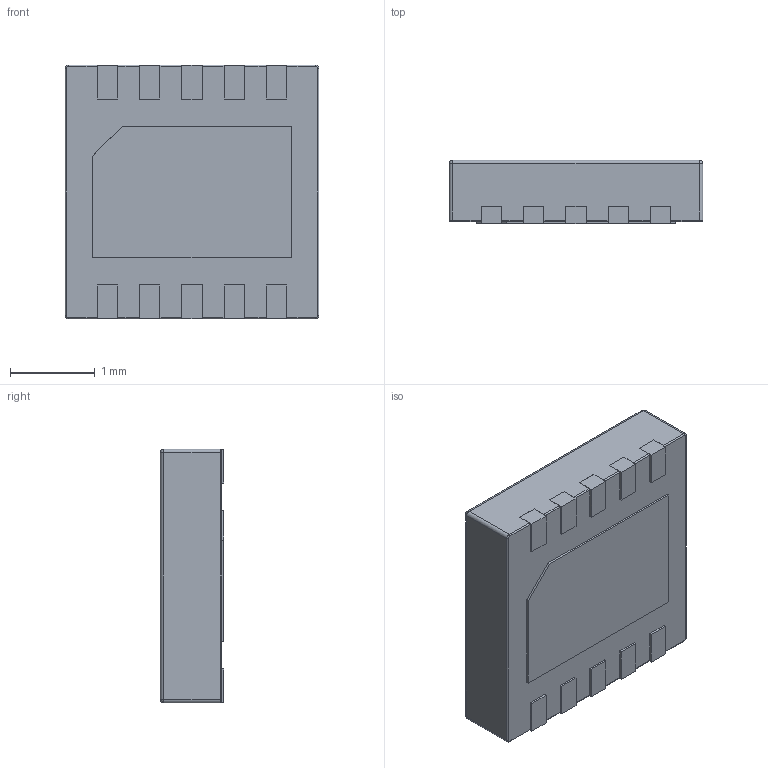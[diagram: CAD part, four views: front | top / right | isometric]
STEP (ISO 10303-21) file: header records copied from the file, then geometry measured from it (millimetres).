
FILE_DESCRIPTION (( 'STEP AP214' ), '1' );
FILE_NAME ('LS1205EVD33.STEP', '2024-10-14T12:44:20', ( '' ), ( '' ), 'SwSTEP 2.0', 'SolidWorks 2016', '' );
FILE_SCHEMA (( 'AUTOMOTIVE_DESIGN' ));
Length unit declared in the file: millimetre
Products named in the file (1): LS1205EVD33
Bounding box: 3 x 0.75 x 3 mm (x, y, z)
Volume: 6.6 mm3; surface area: 42.3 mm2
Topology: 12 solids, 12 shells, 152 faces, 362 edges, 232 vertices
Faces by surface type: plane 120, cylinder 24, sphere 4, torus 4
Entity records: 5164 total; most frequent: CARTESIAN_POINT 743, ORIENTED_EDGE 716, DIRECTION 716, EDGE_CURVE 358, VECTOR 306, LINE 306, VERTEX_POINT 232, AXIS2_PLACEMENT_3D 205
